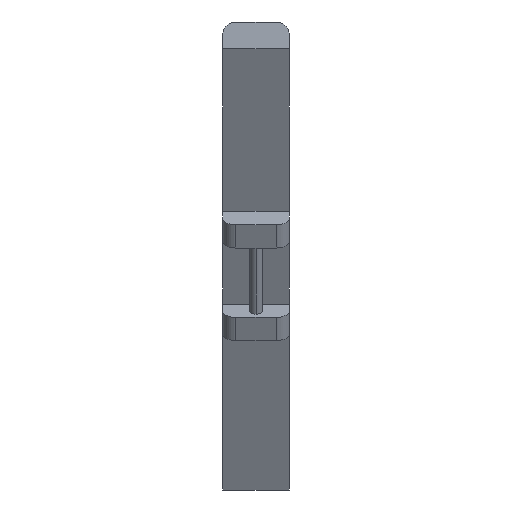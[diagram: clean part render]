
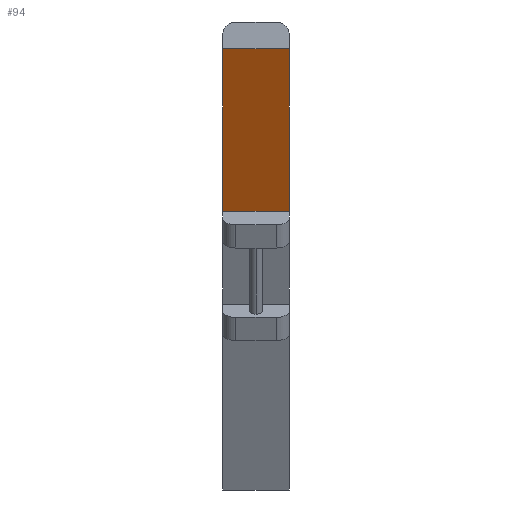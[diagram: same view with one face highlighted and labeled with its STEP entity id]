
A CAD part, left-side view. The second image highlights one B-rep face of the part: STEP entity #94.
In plain terms, the highlighted planar face has unit normal (-0.866, 0, -0.5).
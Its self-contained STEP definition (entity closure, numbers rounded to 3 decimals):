
#32 = DIRECTION ( 'NONE',  ( 0.5, 0., -0.866 ) ) ;
#53 = LINE ( 'NONE', #172, #1194 ) ;
#59 = VERTEX_POINT ( 'NONE', #74 ) ;
#74 = CARTESIAN_POINT ( 'NONE',  ( -190.55, 50., 110. ) ) ;
#94 = ADVANCED_FACE ( 'NONE', ( #1464 ), #1291, .F. ) ;
#157 = EDGE_CURVE ( 'NONE', #1441, #59, #1632, .T. ) ;
#169 = LINE ( 'NONE', #677, #525 ) ;
#172 = CARTESIAN_POINT ( 'NONE',  ( -120.275, 50., -11.72 ) ) ;
#222 = CARTESIAN_POINT ( 'NONE',  ( -120.275, 50., -11.72 ) ) ;
#225 = EDGE_LOOP ( 'NONE', ( #687, #1484, #1001, #319 ) ) ;
#229 = CARTESIAN_POINT ( 'NONE',  ( 0., 50., -220.042 ) ) ;
#319 = ORIENTED_EDGE ( 'NONE', *, *, #916, .F. ) ;
#362 = CARTESIAN_POINT ( 'NONE',  ( -120.275, 0., -11.72 ) ) ;
#363 = VERTEX_POINT ( 'NONE', #904 ) ;
#417 = AXIS2_PLACEMENT_3D ( 'NONE', #670, #1430, #32 ) ;
#428 = LINE ( 'NONE', #932, #1020 ) ;
#493 = DIRECTION ( 'NONE',  ( -0.5, 0., 0.866 ) ) ;
#525 = VECTOR ( 'NONE', #1172, 1000. ) ;
#670 = CARTESIAN_POINT ( 'NONE',  ( 0., 50., -220.042 ) ) ;
#677 = CARTESIAN_POINT ( 'NONE',  ( -190.55, 50., 110. ) ) ;
#687 = ORIENTED_EDGE ( 'NONE', *, *, #157, .F. ) ;
#904 = CARTESIAN_POINT ( 'NONE',  ( -190.55, 0., 110. ) ) ;
#916 = EDGE_CURVE ( 'NONE', #59, #363, #169, .T. ) ;
#932 = CARTESIAN_POINT ( 'NONE',  ( 0., 0., -220.042 ) ) ;
#984 = EDGE_CURVE ( 'NONE', #1325, #363, #428, .T. ) ;
#1001 = ORIENTED_EDGE ( 'NONE', *, *, #984, .T. ) ;
#1020 = VECTOR ( 'NONE', #1432, 1000. ) ;
#1049 = DIRECTION ( 'NONE',  ( 0., -1., 0. ) ) ;
#1062 = VECTOR ( 'NONE', #493, 1000. ) ;
#1172 = DIRECTION ( 'NONE',  ( 0., -1., 0. ) ) ;
#1194 = VECTOR ( 'NONE', #1049, 1000. ) ;
#1291 = PLANE ( 'NONE',  #417 ) ;
#1325 = VERTEX_POINT ( 'NONE', #362 ) ;
#1430 = DIRECTION ( 'NONE',  ( 0.866, 0., 0.5 ) ) ;
#1432 = DIRECTION ( 'NONE',  ( -0.5, 0., 0.866 ) ) ;
#1441 = VERTEX_POINT ( 'NONE', #222 ) ;
#1464 = FACE_OUTER_BOUND ( 'NONE', #225, .T. ) ;
#1484 = ORIENTED_EDGE ( 'NONE', *, *, #1512, .T. ) ;
#1512 = EDGE_CURVE ( 'NONE', #1441, #1325, #53, .T. ) ;
#1632 = LINE ( 'NONE', #229, #1062 ) ;
